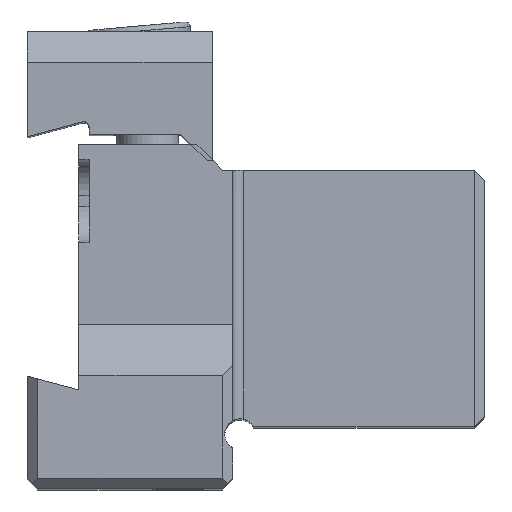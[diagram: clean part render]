
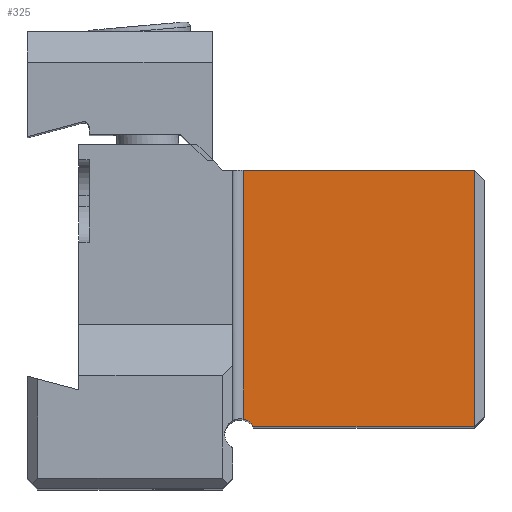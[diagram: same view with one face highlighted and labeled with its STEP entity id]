
A CAD part, top view. The second image highlights one B-rep face of the part: STEP entity #325.
In plain terms, the highlighted planar face has unit normal (0, 0, 1).
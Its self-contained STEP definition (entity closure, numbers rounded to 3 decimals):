
#204=CIRCLE('',#2867,1.5);
#325=ADVANCED_FACE('',(#561),#471,.T.);
#471=PLANE('',#2868);
#561=FACE_OUTER_BOUND('',#704,.T.);
#704=EDGE_LOOP('',(#1038,#1039,#1040,#1041,#1042));
#1038=ORIENTED_EDGE('',*,*,#1952,.T.);
#1039=ORIENTED_EDGE('',*,*,#1951,.F.);
#1040=ORIENTED_EDGE('',*,*,#1953,.T.);
#1041=ORIENTED_EDGE('',*,*,#1954,.F.);
#1042=ORIENTED_EDGE('',*,*,#1955,.T.);
#1670=VERTEX_POINT('',#4165);
#1673=VERTEX_POINT('',#4171);
#1674=VERTEX_POINT('',#4175);
#1675=VERTEX_POINT('',#4177);
#1676=VERTEX_POINT('',#4179);
#1951=EDGE_CURVE('',#1673,#1670,#2304,.T.);
#1952=EDGE_CURVE('',#1674,#1670,#2305,.T.);
#1953=EDGE_CURVE('',#1673,#1675,#2306,.T.);
#1954=EDGE_CURVE('',#1676,#1675,#204,.T.);
#1955=EDGE_CURVE('',#1676,#1674,#2307,.T.);
#2304=LINE('',#4172,#2547);
#2305=LINE('',#4174,#2548);
#2306=LINE('',#4176,#2549);
#2307=LINE('',#4180,#2550);
#2547=VECTOR('',#3329,1.);
#2548=VECTOR('',#3332,1.);
#2549=VECTOR('',#3333,1.);
#2550=VECTOR('',#3336,1.);
#2867=AXIS2_PLACEMENT_3D('',#4178,#3334,#3335);
#2868=AXIS2_PLACEMENT_3D('',#4181,#3337,#3338);
#3329=DIRECTION('',(1.,0.,0.));
#3332=DIRECTION('',(0.,1.,0.));
#3333=DIRECTION('',(0.,-1.,0.));
#3334=DIRECTION('',(0.,0.,1.));
#3335=DIRECTION('',(0.882,0.471,0.));
#3336=DIRECTION('',(1.,0.,0.));
#3337=DIRECTION('',(0.,0.,1.));
#3338=DIRECTION('',(1.,0.,0.));
#4165=CARTESIAN_POINT('',(-1.,25.,0.));
#4171=CARTESIAN_POINT('',(-23.5,25.,0.));
#4172=CARTESIAN_POINT('',(-23.5,25.,0.));
#4174=CARTESIAN_POINT('',(-1.,0.,0.));
#4175=CARTESIAN_POINT('',(-1.,0.,0.));
#4176=CARTESIAN_POINT('',(-23.5,25.,0.));
#4177=CARTESIAN_POINT('',(-23.5,0.764,0.));
#4178=CARTESIAN_POINT('',(-23.793,-0.707,0.));
#4179=CARTESIAN_POINT('',(-22.47,0.,0.));
#4180=CARTESIAN_POINT('',(-22.47,0.,0.));
#4181=CARTESIAN_POINT('',(-12.25,12.5,0.));
